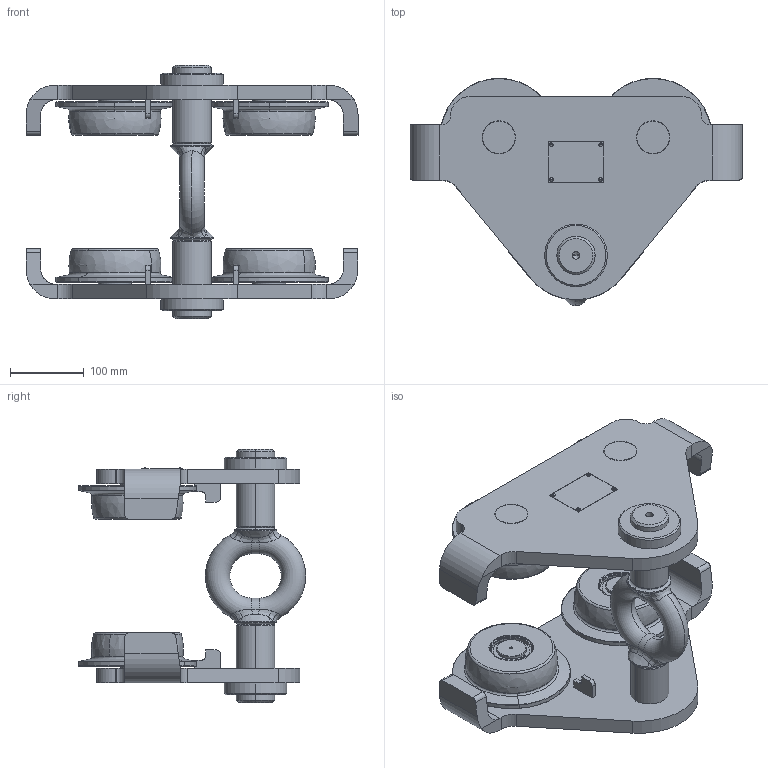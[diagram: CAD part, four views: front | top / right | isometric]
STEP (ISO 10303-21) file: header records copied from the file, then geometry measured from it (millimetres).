
FILE_DESCRIPTION (( 'STEP AP203' ), '1' );
FILE_NAME ('05141504~0.STEP', '2010-04-12T09:22:42', ( 'Yale Industrial Products GmbH' ), ( 'Yale Industrial Products GmbH' ), 'SwSTEP 2.0', 'SolidWorks 2009', '' );
FILE_SCHEMA (( 'CONFIG_CONTROL_DESIGN' ));
Length unit declared in the file: millimetre
Products named in the file (1): 05141504~0
Bounding box: 450 x 307.83 x 343 mm (x, y, z)
Volume: 6362707.1 mm3; surface area: 848574.8 mm2
Topology: 30 solids, 30 shells, 722 faces, 1692 edges, 1054 vertices
Faces by surface type: cylinder 280, plane 206, cone 112, torus 72, bspline 36, sphere 16
Entity records: 32795 total; most frequent: CARTESIAN_POINT 15861, DIRECTION 3814, ORIENTED_EDGE 3304, EDGE_CURVE 1652, AXIS2_PLACEMENT_3D 1571, VERTEX_POINT 1042, CIRCLE 884, EDGE_LOOP 832
